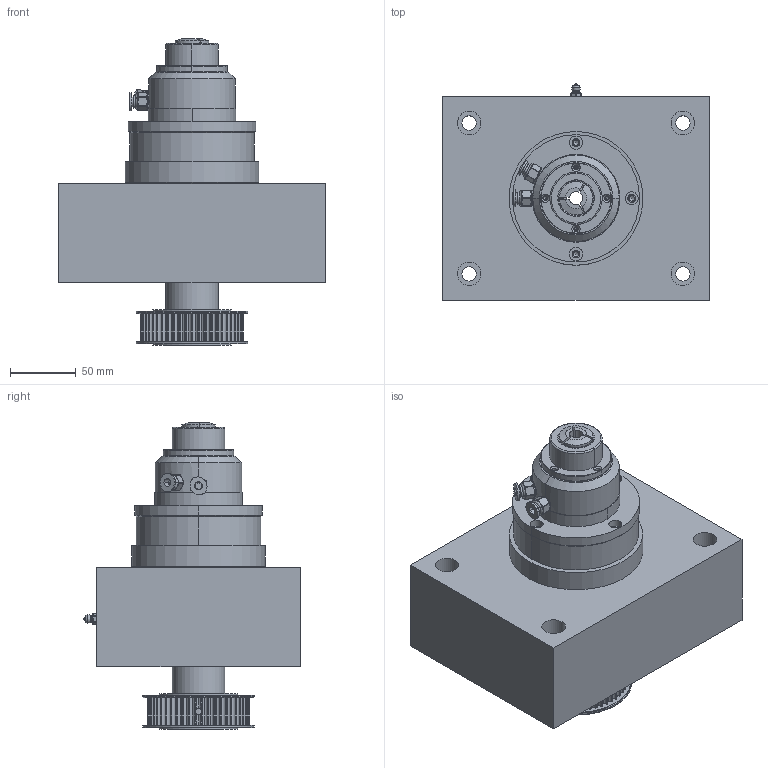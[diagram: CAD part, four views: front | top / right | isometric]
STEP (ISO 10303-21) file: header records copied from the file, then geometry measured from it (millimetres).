
FILE_DESCRIPTION (( 'STEP AP214' ), '1' );
FILE_NAME ('DRS-25+GAL-15+Í²¼Ð.STEP', '2024-03-06T01:56:43', ( '' ), ( '' ), 'SwSTEP 2.0', 'SolidWorks 2023', '' );
FILE_SCHEMA (( 'AUTOMOTIVE_DESIGN' ));
Length unit declared in the file: millimetre
Products named in the file (10): DR25  第二螺帽_示意; YB-15; DRS-25 法兰（GAL-15）_示意; M6 油嘴; DRS-25 主轴座_示意; DRS-25_示意; GAL-15; DR25  第一螺帽_示意; DR-25 同步轮5M-50Y-=N40; DRS-25+GAL-15+筒夹
Assembly tree (9 placements, depth 3):
  DRS-25+GAL-15+筒夹
    DRS-25_示意
      DRS-25 主轴座_示意
      DR25  第二螺帽_示意
      DR25  第一螺帽_示意
      M6 油嘴
    DR-25 同步轮5M-50Y-=N40
    DRS-25 法兰（GAL-15）_示意
    GAL-15
    YB-15
Bounding box: 203 x 164.99 x 233.5 mm (x, y, z)
Volume: 2884341.2 mm3; surface area: 292413.3 mm2
Topology: 11 solids, 11 shells, 1021 faces, 2636 edges, 1624 vertices
Faces by surface type: cylinder 501, plane 275, bspline 166, cone 62, torus 16, sphere 1
Full cylindrical faces by diameter (mm): 4.2 x7, 5 x5, 5.5 x1, 11 x4, 14 x1, 18 x4, 18.5 x1, 26 x1, 40 x2, 42 x2, 60 x2, 70 x1, 74 x2, 75 x1, 85 x2, 102 x1
Entity records: 67043 total; most frequent: CARTESIAN_POINT 36198, ORIENTED_EDGE 4974, DIRECTION 4841, EDGE_CURVE 2487, AXIS2_PLACEMENT_3D 1909, VERTEX_POINT 1609, EDGE_LOOP 1196, FACE_OUTER_BOUND 1063
